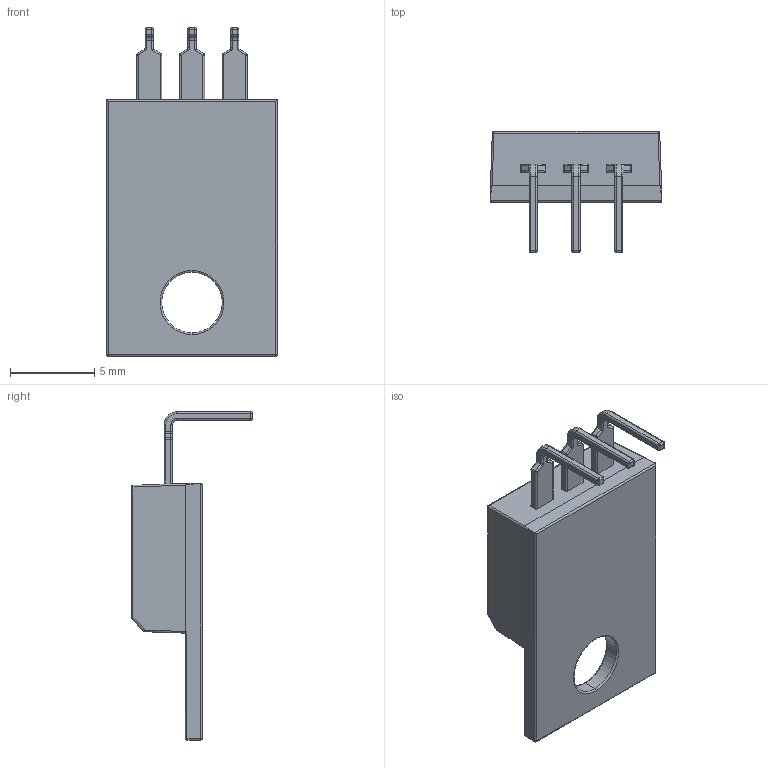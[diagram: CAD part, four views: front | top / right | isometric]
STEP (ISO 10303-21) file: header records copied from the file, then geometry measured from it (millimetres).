
FILE_DESCRIPTION (( 'STEP AP214' ), '1' );
FILE_NAME ('B730F526-A10F-4D46-9650-415B9F48B9DB.STEP', '2008-06-26T03:20:30', ( 'sysAdmin' ), ( 'SolidWorks' ), 'SwSTEP 2.0', 'SolidWorks 2008', '' );
FILE_SCHEMA (( 'AUTOMOTIVE_DESIGN' ));
Length unit declared in the file: millimetre
Products named in the file (1): B730F526-A10F-4D46-9650-415B9F48B9DB
Bounding box: 10.16 x 7.2 x 19.49 mm (x, y, z)
Volume: 434.4 mm3; surface area: 523.7 mm2
Topology: 1 solids, 1 shells, 201 faces, 470 edges, 242 vertices
Faces by surface type: cylinder 97, plane 48, sphere 34, torus 22
Entity records: 5770 total; most frequent: DIRECTION 1010, CARTESIAN_POINT 990, ORIENTED_EDGE 876, EDGE_CURVE 438, AXIS2_PLACEMENT_3D 394, VERTEX_POINT 242, LINE 222, VECTOR 222
